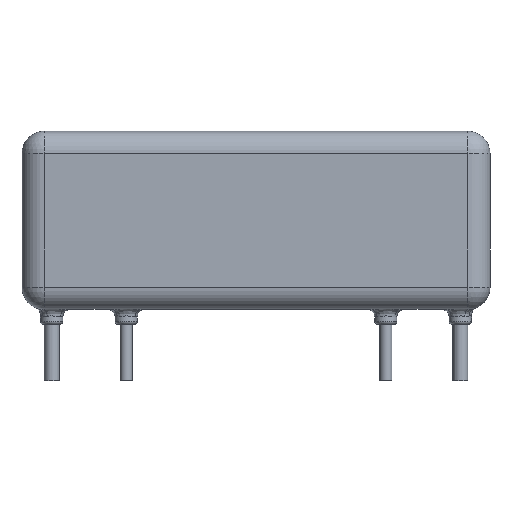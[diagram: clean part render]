
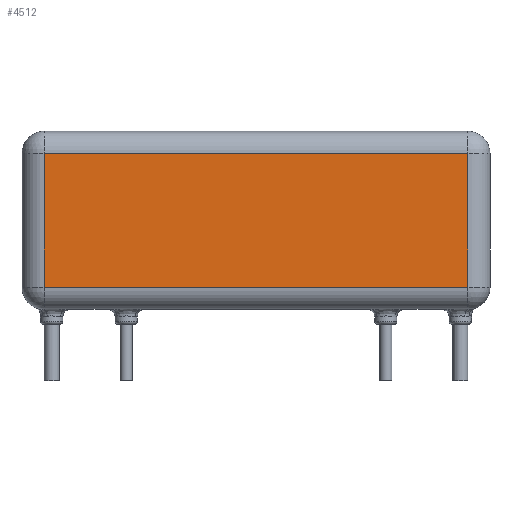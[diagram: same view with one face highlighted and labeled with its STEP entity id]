
A CAD part, front view. The second image highlights one B-rep face of the part: STEP entity #4512.
In plain terms, the highlighted planar face has unit normal (0, -1, 0).
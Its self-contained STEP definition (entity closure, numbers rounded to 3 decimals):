
#4138=CARTESIAN_POINT('',(14.25,-2.25,11.5));
#4139=VERTEX_POINT('',#4138);
#4219=CARTESIAN_POINT('',(-14.25,-2.25,11.5));
#4220=VERTEX_POINT('',#4219);
#4245=CARTESIAN_POINT('',(14.25,-2.25,2.5));
#4246=VERTEX_POINT('',#4245);
#4270=CARTESIAN_POINT('',(-14.25,-2.25,2.5));
#4271=VERTEX_POINT('',#4270);
#4297=CARTESIAN_POINT('',(14.25,-2.25,2.5));
#4298=DIRECTION('',(-1.0,0.0,0.0));
#4299=VECTOR('',#4298,28.5);
#4300=LINE('',#4297,#4299);
#4301=EDGE_CURVE('',#4246,#4271,#4300,.T.);
#4326=CARTESIAN_POINT('',(-14.25,-2.25,2.5));
#4327=DIRECTION('',(0.0,0.0,1.0));
#4328=VECTOR('',#4327,9.0);
#4329=LINE('',#4326,#4328);
#4330=EDGE_CURVE('',#4271,#4220,#4329,.T.);
#4363=CARTESIAN_POINT('',(14.25,-2.25,11.5));
#4364=DIRECTION('',(0.0,0.0,-1.0));
#4365=VECTOR('',#4364,9.0);
#4366=LINE('',#4363,#4365);
#4367=EDGE_CURVE('',#4139,#4246,#4366,.T.);
#4385=CARTESIAN_POINT('',(-14.25,-2.25,11.5));
#4386=DIRECTION('',(1.0,0.0,0.0));
#4387=VECTOR('',#4386,28.5);
#4388=LINE('',#4385,#4387);
#4389=EDGE_CURVE('',#4220,#4139,#4388,.T.);
#4501=CARTESIAN_POINT('',(15.75,-2.25,1.0));
#4502=DIRECTION('',(0.0,-1.0,0.0));
#4503=DIRECTION('',(0.0,0.0,-1.0));
#4504=AXIS2_PLACEMENT_3D('',#4501,#4502,#4503);
#4505=PLANE('',#4504);
#4506=ORIENTED_EDGE('',*,*,#4301,.F.);
#4507=ORIENTED_EDGE('',*,*,#4367,.F.);
#4508=ORIENTED_EDGE('',*,*,#4389,.F.);
#4509=ORIENTED_EDGE('',*,*,#4330,.F.);
#4510=EDGE_LOOP('',(#4506,#4507,#4508,#4509));
#4511=FACE_OUTER_BOUND('',#4510,.T.);
#4512=ADVANCED_FACE('',(#4511),#4505,.T.);
